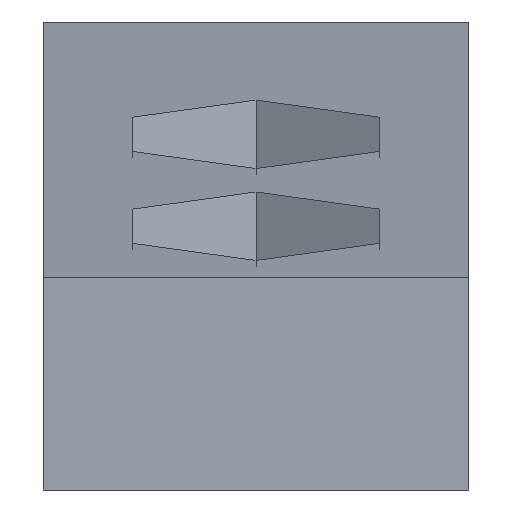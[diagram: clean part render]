
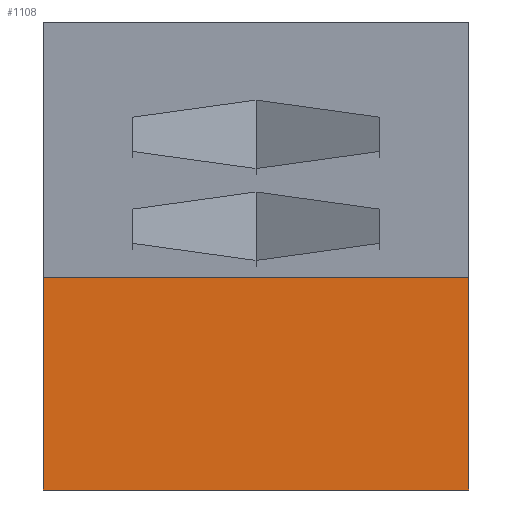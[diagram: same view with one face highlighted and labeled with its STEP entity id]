
A CAD part, left-side view. The second image highlights one B-rep face of the part: STEP entity #1108.
In plain terms, the highlighted planar face has unit normal (-1, 0, 0).
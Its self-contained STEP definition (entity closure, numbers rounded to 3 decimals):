
#121=FACE_OUTER_BOUND('',#196,.T.);
#196=EDGE_LOOP('',(#960,#961,#962,#963));
#340=LINE('',#1738,#466);
#345=LINE('',#1754,#471);
#348=LINE('',#1765,#474);
#350=LINE('',#1768,#476);
#466=VECTOR('',#1422,10.);
#471=VECTOR('',#1435,10.);
#474=VECTOR('',#1446,10.);
#476=VECTOR('',#1450,10.);
#561=VERTEX_POINT('',#1735);
#562=VERTEX_POINT('',#1737);
#568=VERTEX_POINT('',#1751);
#569=VERTEX_POINT('',#1753);
#700=EDGE_CURVE('',#561,#562,#340,.T.);
#708=EDGE_CURVE('',#569,#568,#345,.T.);
#714=EDGE_CURVE('',#568,#562,#348,.T.);
#716=EDGE_CURVE('',#561,#569,#350,.T.);
#960=ORIENTED_EDGE('',*,*,#714,.T.);
#961=ORIENTED_EDGE('',*,*,#700,.F.);
#962=ORIENTED_EDGE('',*,*,#716,.T.);
#963=ORIENTED_EDGE('',*,*,#708,.T.);
#1058=PLANE('',#1187);
#1108=ADVANCED_FACE('',(#121),#1058,.T.);
#1187=AXIS2_PLACEMENT_3D('',#1767,#1448,#1449);
#1422=DIRECTION('',(0.,0.,1.));
#1435=DIRECTION('',(0.,0.,1.));
#1446=DIRECTION('',(0.,1.,0.));
#1448=DIRECTION('center_axis',(-1.,0.,0.));
#1449=DIRECTION('ref_axis',(0.,-1.,0.));
#1450=DIRECTION('',(0.,-1.,0.));
#1735=CARTESIAN_POINT('',(0.,10.,0.));
#1737=CARTESIAN_POINT('',(0.,10.,5.));
#1738=CARTESIAN_POINT('',(0.,10.,0.));
#1751=CARTESIAN_POINT('',(0.,0.,5.));
#1753=CARTESIAN_POINT('',(0.,0.,0.));
#1754=CARTESIAN_POINT('',(0.,0.,0.));
#1765=CARTESIAN_POINT('',(0.,5.,5.));
#1767=CARTESIAN_POINT('Origin',(0.,10.,0.));
#1768=CARTESIAN_POINT('',(0.,10.,0.));
